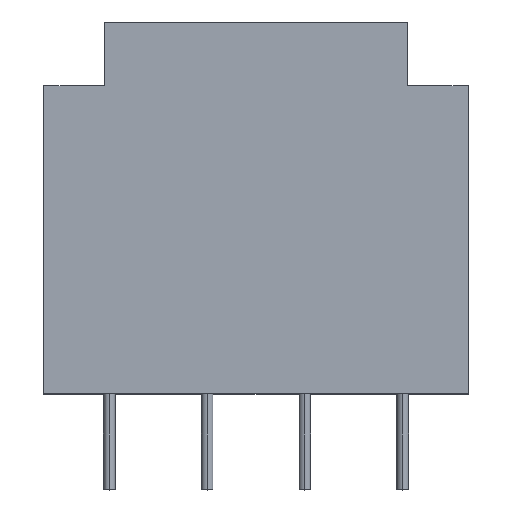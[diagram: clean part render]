
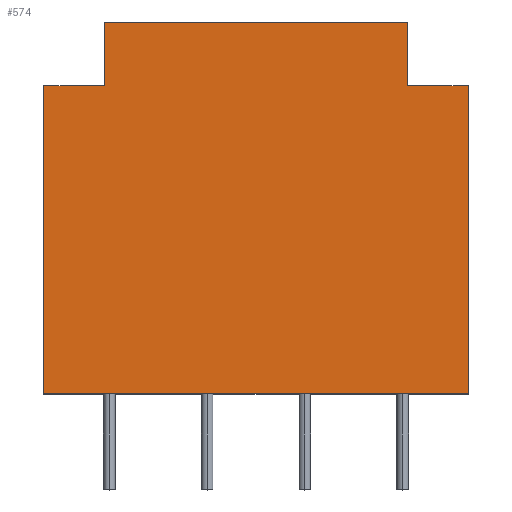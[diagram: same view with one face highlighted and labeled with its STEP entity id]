
A CAD part, top view. The second image highlights one B-rep face of the part: STEP entity #574.
In plain terms, the highlighted planar face has unit normal (0, 0, 1).
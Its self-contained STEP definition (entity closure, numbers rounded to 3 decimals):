
#3 = CARTESIAN_POINT ( 'NONE',  ( -10.85, -9.35, 1.3 ) ) ;
#10 = VECTOR ( 'NONE', #194, 1000. ) ;
#87 = CARTESIAN_POINT ( 'NONE',  ( -3.875, 9.65, 1.3 ) ) ;
#105 = VERTEX_POINT ( 'NONE', #323 ) ;
#115 = LINE ( 'NONE', #545, #238 ) ;
#117 = CARTESIAN_POINT ( 'NONE',  ( 7.75, 6.4, 1.3 ) ) ;
#135 = EDGE_CURVE ( 'Defeature ausgef�hrt1_16+Defeature ausgef�hrt1_15+Defeature ausgef�hrt1_23+Defeature ausgef�hrt1_17', #708, #176, #798, .T. ) ;
#138 = ORIENTED_EDGE ( 'NONE', *, *, #590, .T. ) ;
#154 = VECTOR ( 'NONE', #808, 1000. ) ;
#176 = VERTEX_POINT ( 'NONE', #183 ) ;
#183 = CARTESIAN_POINT ( 'NONE',  ( -7.75, 6.4, 1.3 ) ) ;
#194 = DIRECTION ( 'NONE',  ( 1., 0., 0. ) ) ;
#195 = LINE ( 'NONE', #117, #537 ) ;
#196 = VECTOR ( 'NONE', #426, 1000. ) ;
#220 = DIRECTION ( 'NONE',  ( 0., 1., 0. ) ) ;
#230 = EDGE_CURVE ( 'Defeature ausgef�hrt1_17+Defeature ausgef�hrt1_15+Defeature ausgef�hrt1_16+Defeature ausgef�hrt1_18', #176, #852, #624, .T. ) ;
#236 = PLANE ( 'NONE',  #1001 ) ;
#238 = VECTOR ( 'NONE', #460, 1000. ) ;
#251 = EDGE_CURVE ( 'Defeature ausgef�hrt1_15+Defeature ausgef�hrt1_20+Defeature ausgef�hrt1_21+Defeature ausgef�hrt1_19', #392, #784, #772, .T. ) ;
#309 = ORIENTED_EDGE ( 'NONE', *, *, #819, .T. ) ;
#323 = CARTESIAN_POINT ( 'NONE',  ( 7.75, 9.65, 1.3 ) ) ;
#338 = CARTESIAN_POINT ( 'NONE',  ( 7.75, 6.4, 1.3 ) ) ;
#345 = EDGE_CURVE ( 'Defeature ausgef�hrt1_23+Defeature ausgef�hrt1_15+Defeature ausgef�hrt1_22+Defeature ausgef�hrt1_16', #763, #708, #390, .T. ) ;
#352 = CARTESIAN_POINT ( 'NONE',  ( -5.425, -9.35, 1.3 ) ) ;
#354 = CARTESIAN_POINT ( 'NONE',  ( -10.85, -9.35, 1.3 ) ) ;
#390 = LINE ( 'NONE', #354, #747 ) ;
#392 = VERTEX_POINT ( 'NONE', #1007 ) ;
#410 = DIRECTION ( 'NONE',  ( 0., 1., 0. ) ) ;
#426 = DIRECTION ( 'NONE',  ( 1., 0., 0. ) ) ;
#460 = DIRECTION ( 'NONE',  ( 0., 1., 0. ) ) ;
#464 = CARTESIAN_POINT ( 'NONE',  ( 10.85, -9.35, 1.3 ) ) ;
#473 = DIRECTION ( 'NONE',  ( -1., 0., 0. ) ) ;
#482 = LINE ( 'NONE', #352, #196 ) ;
#483 = FACE_OUTER_BOUND ( 'NONE', #954, .T. ) ;
#491 = CARTESIAN_POINT ( 'NONE',  ( 5.425, 6.4, 1.3 ) ) ;
#493 = CARTESIAN_POINT ( 'NONE',  ( -7.75, 9.65, 1.3 ) ) ;
#511 = LINE ( 'NONE', #87, #154 ) ;
#520 = DIRECTION ( 'NONE',  ( 0., 1., 0. ) ) ;
#537 = VECTOR ( 'NONE', #220, 1000. ) ;
#545 = CARTESIAN_POINT ( 'NONE',  ( 10.85, -9.35, 1.3 ) ) ;
#557 = VERTEX_POINT ( 'NONE', #464 ) ;
#574 = ADVANCED_FACE ( 'Defeature ausgef�hrt1_15', ( #483 ), #236, .F. ) ;
#590 = EDGE_CURVE ( 'Defeature ausgef�hrt1_15+Defeature ausgef�hrt1_21+Defeature ausgef�hrt1_22+Defeature ausgef�hrt1_20', #557, #392, #115, .T. ) ;
#612 = ORIENTED_EDGE ( 'NONE', *, *, #345, .F. ) ;
#624 = LINE ( 'NONE', #656, #951 ) ;
#649 = CARTESIAN_POINT ( 'NONE',  ( -10.85, 6.4, 1.3 ) ) ;
#656 = CARTESIAN_POINT ( 'NONE',  ( -7.75, 6.4, 1.3 ) ) ;
#662 = ORIENTED_EDGE ( 'NONE', *, *, #1000, .T. ) ;
#663 = DIRECTION ( 'NONE',  ( -1., 0., 0. ) ) ;
#674 = EDGE_CURVE ( 'Defeature ausgef�hrt1_18+Defeature ausgef�hrt1_15+Defeature ausgef�hrt1_17+Defeature ausgef�hrt1_19', #852, #105, #511, .T. ) ;
#708 = VERTEX_POINT ( 'NONE', #649 ) ;
#736 = VECTOR ( 'NONE', #663, 1000. ) ;
#747 = VECTOR ( 'NONE', #520, 1000. ) ;
#763 = VERTEX_POINT ( 'NONE', #816 ) ;
#772 = LINE ( 'NONE', #491, #736 ) ;
#784 = VERTEX_POINT ( 'NONE', #338 ) ;
#798 = LINE ( 'NONE', #952, #10 ) ;
#799 = ORIENTED_EDGE ( 'NONE', *, *, #135, .F. ) ;
#808 = DIRECTION ( 'NONE',  ( 1., 0., 0. ) ) ;
#816 = CARTESIAN_POINT ( 'NONE',  ( -10.85, -9.35, 1.3 ) ) ;
#819 = EDGE_CURVE ( 'Defeature ausgef�hrt1_15+Defeature ausgef�hrt1_22+Defeature ausgef�hrt1_23+Defeature ausgef�hrt1_21', #763, #557, #482, .T. ) ;
#852 = VERTEX_POINT ( 'NONE', #493 ) ;
#865 = DIRECTION ( 'NONE',  ( 0., 0., -1. ) ) ;
#874 = ORIENTED_EDGE ( 'NONE', *, *, #230, .F. ) ;
#931 = ORIENTED_EDGE ( 'NONE', *, *, #251, .T. ) ;
#951 = VECTOR ( 'NONE', #410, 1000. ) ;
#952 = CARTESIAN_POINT ( 'NONE',  ( -5.425, 6.4, 1.3 ) ) ;
#954 = EDGE_LOOP ( 'NONE', ( #612, #309, #138, #931, #662, #995, #874, #799 ) ) ;
#995 = ORIENTED_EDGE ( 'NONE', *, *, #674, .F. ) ;
#1000 = EDGE_CURVE ( 'Defeature ausgef�hrt1_15+Defeature ausgef�hrt1_19+Defeature ausgef�hrt1_20+Defeature ausgef�hrt1_18', #784, #105, #195, .T. ) ;
#1001 = AXIS2_PLACEMENT_3D ( 'NONE', #3, #865, #473 ) ;
#1007 = CARTESIAN_POINT ( 'NONE',  ( 10.85, 6.4, 1.3 ) ) ;
